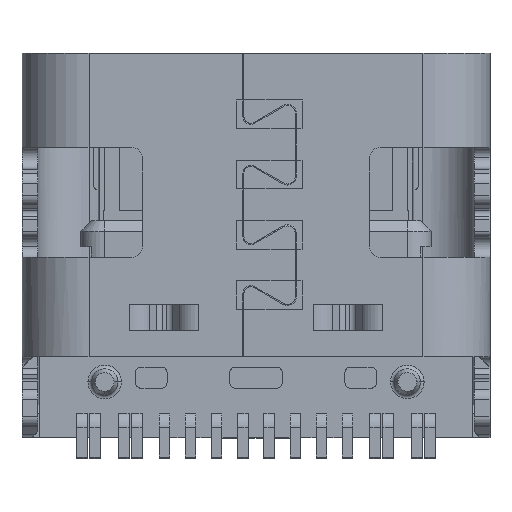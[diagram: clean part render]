
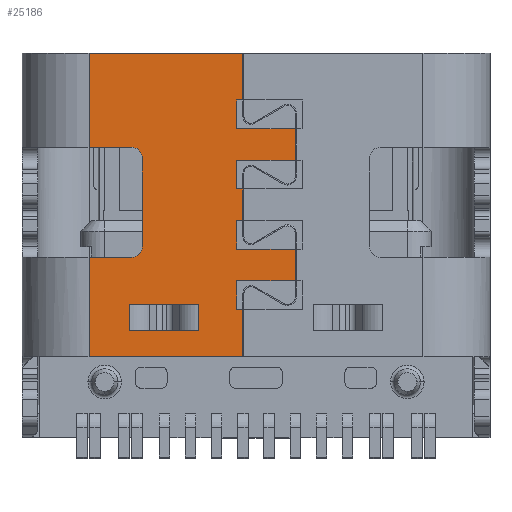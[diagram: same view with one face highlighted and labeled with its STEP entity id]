
A CAD part, front view. The second image highlights one B-rep face of the part: STEP entity #25186.
In plain terms, the highlighted planar face has unit normal (0, -1, 0).
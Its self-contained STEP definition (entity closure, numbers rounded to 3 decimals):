
#352=DIRECTION('',(0.,0.,1.));
#353=VECTOR('',#352,1.9);
#354=CARTESIAN_POINT('',(-3.19,-1.56,-1.));
#355=LINE('',#354,#353);
#1300=DIRECTION('',(1.,0.,0.));
#1301=VECTOR('',#1300,0.82);
#1302=CARTESIAN_POINT('',(-3.19,-1.56,0.9));
#1303=LINE('',#1302,#1301);
#1434=DIRECTION('',(-1.,0.,0.));
#1435=VECTOR('',#1434,0.82);
#1436=CARTESIAN_POINT('',(-2.37,-1.56,3.));
#1437=LINE('',#1436,#1435);
#1447=DIRECTION('',(0.,0.,1.));
#1448=VECTOR('',#1447,1.8);
#1449=CARTESIAN_POINT('',(-3.19,-1.56,3.));
#1450=LINE('',#1449,#1448);
#1474=DIRECTION('',(1.,0.,0.));
#1475=VECTOR('',#1474,2.94);
#1476=CARTESIAN_POINT('',(-3.19,-1.56,4.8));
#1477=LINE('',#1476,#1475);
#6848=DIRECTION('',(0.,0.,-1.));
#6849=VECTOR('',#6848,0.895);
#6850=CARTESIAN_POINT('',(-0.25,-1.56,4.8));
#6851=LINE('',#6850,#6849);
#6880=DIRECTION('',(0.,0.,-1.));
#6881=VECTOR('',#6880,0.6);
#6882=CARTESIAN_POINT('',(0.75,-1.56,3.355));
#6883=LINE('',#6882,#6881);
#6908=DIRECTION('',(0.,0.,-1.));
#6909=VECTOR('',#6908,0.6);
#6910=CARTESIAN_POINT('',(-0.25,-1.56,2.205));
#6911=LINE('',#6910,#6909);
#6940=DIRECTION('',(0.,0.,-1.));
#6941=VECTOR('',#6940,0.6);
#6942=CARTESIAN_POINT('',(0.75,-1.56,1.055));
#6943=LINE('',#6942,#6941);
#6968=CARTESIAN_POINT('',(-2.37,-1.56,1.1));
#6969=DIRECTION('',(0.,1.,0.));
#6970=DIRECTION('',(1.,0.,0.));
#6971=AXIS2_PLACEMENT_3D('',#6968,#6969,#6970);
#6973=CARTESIAN_POINT('',(-2.37,-1.56,2.8));
#6974=DIRECTION('',(0.,1.,0.));
#6975=DIRECTION('',(0.,0.,1.));
#6976=AXIS2_PLACEMENT_3D('',#6973,#6974,#6975);
#6978=DIRECTION('',(0.,0.,1.));
#6979=VECTOR('',#6978,0.905);
#6980=CARTESIAN_POINT('',(-0.25,-1.56,-1.));
#6981=LINE('',#6980,#6979);
#6982=DIRECTION('',(1.,0.,0.));
#6983=VECTOR('',#6982,2.94);
#6984=CARTESIAN_POINT('',(-3.19,-1.56,-1.));
#6985=LINE('',#6984,#6983);
#6994=DIRECTION('',(0.,0.,1.));
#6995=VECTOR('',#6994,1.7);
#6996=CARTESIAN_POINT('',(-2.17,-1.56,1.1));
#6997=LINE('',#6996,#6995);
#7010=DIRECTION('',(-1.,0.,0.));
#7011=VECTOR('',#7010,0.12);
#7012=CARTESIAN_POINT('',(-0.25,-1.56,3.905));
#7013=LINE('',#7012,#7011);
#7052=DIRECTION('',(1.,0.,0.));
#7053=VECTOR('',#7052,1.12);
#7054=CARTESIAN_POINT('',(-0.37,-1.56,3.355));
#7055=LINE('',#7054,#7053);
#7060=DIRECTION('',(0.,0.,-1.));
#7061=VECTOR('',#7060,0.55);
#7062=CARTESIAN_POINT('',(-0.37,-1.56,3.905));
#7063=LINE('',#7062,#7061);
#7068=DIRECTION('',(-1.,0.,0.));
#7069=VECTOR('',#7068,1.12);
#7070=CARTESIAN_POINT('',(0.75,-1.56,2.755));
#7071=LINE('',#7070,#7069);
#7110=DIRECTION('',(1.,0.,0.));
#7111=VECTOR('',#7110,0.12);
#7112=CARTESIAN_POINT('',(-0.37,-1.56,2.205));
#7113=LINE('',#7112,#7111);
#7118=DIRECTION('',(0.,0.,-1.));
#7119=VECTOR('',#7118,0.55);
#7120=CARTESIAN_POINT('',(-0.37,-1.56,2.755));
#7121=LINE('',#7120,#7119);
#7126=DIRECTION('',(-1.,0.,0.));
#7127=VECTOR('',#7126,0.12);
#7128=CARTESIAN_POINT('',(-0.25,-1.56,1.605));
#7129=LINE('',#7128,#7127);
#7168=DIRECTION('',(1.,0.,0.));
#7169=VECTOR('',#7168,1.12);
#7170=CARTESIAN_POINT('',(-0.37,-1.56,1.055));
#7171=LINE('',#7170,#7169);
#7176=DIRECTION('',(0.,0.,-1.));
#7177=VECTOR('',#7176,0.55);
#7178=CARTESIAN_POINT('',(-0.37,-1.56,1.605));
#7179=LINE('',#7178,#7177);
#7188=DIRECTION('',(-1.,0.,0.));
#7189=VECTOR('',#7188,1.12);
#7190=CARTESIAN_POINT('',(0.75,-1.56,0.455));
#7191=LINE('',#7190,#7189);
#7218=DIRECTION('',(1.,0.,0.));
#7219=VECTOR('',#7218,0.12);
#7220=CARTESIAN_POINT('',(-0.37,-1.56,-0.095));
#7221=LINE('',#7220,#7219);
#7230=DIRECTION('',(0.,0.,-1.));
#7231=VECTOR('',#7230,0.55);
#7232=CARTESIAN_POINT('',(-0.37,-1.56,0.455));
#7233=LINE('',#7232,#7231);
#7242=DIRECTION('',(-1.,0.,0.));
#7243=VECTOR('',#7242,1.319);
#7244=CARTESIAN_POINT('',(-1.091,-1.56,0.));
#7245=LINE('',#7244,#7243);
#7318=DIRECTION('',(0.,0.,1.));
#7319=VECTOR('',#7318,0.5);
#7320=CARTESIAN_POINT('',(-1.091,-1.56,-0.5));
#7321=LINE('',#7320,#7319);
#7414=DIRECTION('',(0.,0.,-1.));
#7415=VECTOR('',#7414,0.5);
#7416=CARTESIAN_POINT('',(-2.409,-1.56,0.));
#7417=LINE('',#7416,#7415);
#7422=DIRECTION('',(1.,0.,0.));
#7423=VECTOR('',#7422,1.319);
#7424=CARTESIAN_POINT('',(-2.409,-1.56,-0.5));
#7425=LINE('',#7424,#7423);
#12247=CARTESIAN_POINT('',(-3.19,-1.56,0.9));
#12249=VERTEX_POINT('',#12247);
#12320=CARTESIAN_POINT('',(-0.37,-1.56,2.205));
#12321=CARTESIAN_POINT('',(-0.25,-1.56,2.205));
#12322=VERTEX_POINT('',#12320);
#12323=VERTEX_POINT('',#12321);
#12582=CARTESIAN_POINT('',(-0.25,-1.56,1.605));
#12584=VERTEX_POINT('',#12582);
#12602=CARTESIAN_POINT('',(-0.37,-1.56,3.905));
#12603=CARTESIAN_POINT('',(-0.37,-1.56,3.355));
#12604=VERTEX_POINT('',#12602);
#12605=VERTEX_POINT('',#12603);
#12634=CARTESIAN_POINT('',(-0.37,-1.56,1.055));
#12635=CARTESIAN_POINT('',(0.75,-1.56,1.055));
#12636=VERTEX_POINT('',#12634);
#12637=VERTEX_POINT('',#12635);
#12931=CARTESIAN_POINT('',(0.75,-1.56,0.455));
#12932=CARTESIAN_POINT('',(-0.37,-1.56,0.455));
#12933=VERTEX_POINT('',#12931);
#12934=VERTEX_POINT('',#12932);
#13063=CARTESIAN_POINT('',(-0.25,-1.56,-1.));
#13064=CARTESIAN_POINT('',(-0.25,-1.56,-0.095));
#13065=VERTEX_POINT('',#13063);
#13066=VERTEX_POINT('',#13064);
#13212=CARTESIAN_POINT('',(-3.19,-1.56,-1.));
#13213=VERTEX_POINT('',#13212);
#13421=CARTESIAN_POINT('',(-2.37,-1.56,3.));
#13422=CARTESIAN_POINT('',(-3.19,-1.56,3.));
#13423=VERTEX_POINT('',#13421);
#13424=VERTEX_POINT('',#13422);
#13441=CARTESIAN_POINT('',(-2.37,-1.56,0.9));
#13442=VERTEX_POINT('',#13441);
#13627=CARTESIAN_POINT('',(-1.091,-1.56,-0.5));
#13628=VERTEX_POINT('',#13627);
#13716=CARTESIAN_POINT('',(-0.25,-1.56,3.905));
#13717=VERTEX_POINT('',#13716);
#13817=CARTESIAN_POINT('',(0.75,-1.56,3.355));
#13818=CARTESIAN_POINT('',(0.75,-1.56,2.755));
#13819=VERTEX_POINT('',#13817);
#13820=VERTEX_POINT('',#13818);
#13911=CARTESIAN_POINT('',(-3.19,-1.56,4.8));
#13912=VERTEX_POINT('',#13911);
#13989=CARTESIAN_POINT('',(-2.409,-1.56,0.));
#13990=VERTEX_POINT('',#13989);
#14065=CARTESIAN_POINT('',(-0.25,-1.56,4.8));
#14066=VERTEX_POINT('',#14065);
#14149=CARTESIAN_POINT('',(-2.409,-1.56,-0.5));
#14150=VERTEX_POINT('',#14149);
#14667=CARTESIAN_POINT('',(-0.37,-1.56,1.605));
#14668=VERTEX_POINT('',#14667);
#14751=CARTESIAN_POINT('',(-2.17,-1.56,2.8));
#14752=VERTEX_POINT('',#14751);
#14797=CARTESIAN_POINT('',(-2.17,-1.56,1.1));
#14798=VERTEX_POINT('',#14797);
#14809=CARTESIAN_POINT('',(-0.37,-1.56,2.755));
#14810=VERTEX_POINT('',#14809);
#14839=CARTESIAN_POINT('',(-0.37,-1.56,-0.095));
#14840=VERTEX_POINT('',#14839);
#14845=CARTESIAN_POINT('',(-1.091,-1.56,0.));
#14846=VERTEX_POINT('',#14845);
#25128=CARTESIAN_POINT('',(3.19,-1.56,4.8));
#25129=DIRECTION('',(0.,1.,0.));
#25130=DIRECTION('',(1.,0.,0.));
#25131=AXIS2_PLACEMENT_3D('',#25128,#25129,#25130);
#25132=PLANE('',#25131);
#25133=ORIENTED_EDGE('',*,*,#17241,.T.);
#25135=ORIENTED_EDGE('',*,*,#25134,.F.);
#25137=ORIENTED_EDGE('',*,*,#25136,.T.);
#25139=ORIENTED_EDGE('',*,*,#25138,.F.);
#25140=ORIENTED_EDGE('',*,*,#17502,.T.);
#25141=ORIENTED_EDGE('',*,*,#17519,.T.);
#25142=ORIENTED_EDGE('',*,*,#17545,.T.);
#25143=ORIENTED_EDGE('',*,*,#24868,.T.);
#25145=ORIENTED_EDGE('',*,*,#25144,.T.);
#25147=ORIENTED_EDGE('',*,*,#25146,.T.);
#25149=ORIENTED_EDGE('',*,*,#25148,.T.);
#25150=ORIENTED_EDGE('',*,*,#24929,.T.);
#25152=ORIENTED_EDGE('',*,*,#25151,.T.);
#25154=ORIENTED_EDGE('',*,*,#25153,.T.);
#25156=ORIENTED_EDGE('',*,*,#25155,.T.);
#25157=ORIENTED_EDGE('',*,*,#24993,.T.);
#25159=ORIENTED_EDGE('',*,*,#25158,.T.);
#25161=ORIENTED_EDGE('',*,*,#25160,.T.);
#25163=ORIENTED_EDGE('',*,*,#25162,.T.);
#25164=ORIENTED_EDGE('',*,*,#25057,.T.);
#25166=ORIENTED_EDGE('',*,*,#25165,.T.);
#25168=ORIENTED_EDGE('',*,*,#25167,.T.);
#25170=ORIENTED_EDGE('',*,*,#25169,.T.);
#25171=ORIENTED_EDGE('',*,*,#25117,.F.);
#25172=ORIENTED_EDGE('',*,*,#16056,.F.);
#25173=ORIENTED_EDGE('',*,*,#16079,.T.);
#25174=EDGE_LOOP('',(#25133,#25135,#25137,#25139,#25140,#25141,#25142,#25143,
#25145,#25147,#25149,#25150,#25152,#25154,#25156,#25157,#25159,#25161,#25163,
#25164,#25166,#25168,#25170,#25171,#25172,#25173));
#25175=FACE_OUTER_BOUND('',#25174,.F.);
#25177=ORIENTED_EDGE('',*,*,#25176,.T.);
#25179=ORIENTED_EDGE('',*,*,#25178,.T.);
#25181=ORIENTED_EDGE('',*,*,#25180,.T.);
#25183=ORIENTED_EDGE('',*,*,#25182,.T.);
#25184=EDGE_LOOP('',(#25177,#25179,#25181,#25183));
#25185=FACE_BOUND('',#25184,.F.);
#6972=CIRCLE('',#6971,0.2);
#6977=CIRCLE('',#6976,0.2);
#16056=EDGE_CURVE('',#13213,#13065,#6985,.T.);
#16079=EDGE_CURVE('',#13213,#12249,#355,.T.);
#17241=EDGE_CURVE('',#12249,#13442,#1303,.T.);
#17502=EDGE_CURVE('',#13423,#13424,#1437,.T.);
#17519=EDGE_CURVE('',#13424,#13912,#1450,.T.);
#17545=EDGE_CURVE('',#13912,#14066,#1477,.T.);
#24868=EDGE_CURVE('',#14066,#13717,#6851,.T.);
#24929=EDGE_CURVE('',#13819,#13820,#6883,.T.);
#24993=EDGE_CURVE('',#12323,#12584,#6911,.T.);
#25057=EDGE_CURVE('',#12637,#12933,#6943,.T.);
#25117=EDGE_CURVE('',#13065,#13066,#6981,.T.);
#25134=EDGE_CURVE('',#14798,#13442,#6972,.T.);
#25136=EDGE_CURVE('',#14798,#14752,#6997,.T.);
#25138=EDGE_CURVE('',#13423,#14752,#6977,.T.);
#25144=EDGE_CURVE('',#13717,#12604,#7013,.T.);
#25146=EDGE_CURVE('',#12604,#12605,#7063,.T.);
#25148=EDGE_CURVE('',#12605,#13819,#7055,.T.);
#25151=EDGE_CURVE('',#13820,#14810,#7071,.T.);
#25153=EDGE_CURVE('',#14810,#12322,#7121,.T.);
#25155=EDGE_CURVE('',#12322,#12323,#7113,.T.);
#25158=EDGE_CURVE('',#12584,#14668,#7129,.T.);
#25160=EDGE_CURVE('',#14668,#12636,#7179,.T.);
#25162=EDGE_CURVE('',#12636,#12637,#7171,.T.);
#25165=EDGE_CURVE('',#12933,#12934,#7191,.T.);
#25167=EDGE_CURVE('',#12934,#14840,#7233,.T.);
#25169=EDGE_CURVE('',#14840,#13066,#7221,.T.);
#25176=EDGE_CURVE('',#14846,#13990,#7245,.T.);
#25178=EDGE_CURVE('',#13990,#14150,#7417,.T.);
#25180=EDGE_CURVE('',#14150,#13628,#7425,.T.);
#25182=EDGE_CURVE('',#13628,#14846,#7321,.T.);
#25186=ADVANCED_FACE('',(#25175,#25185),#25132,.F.);
